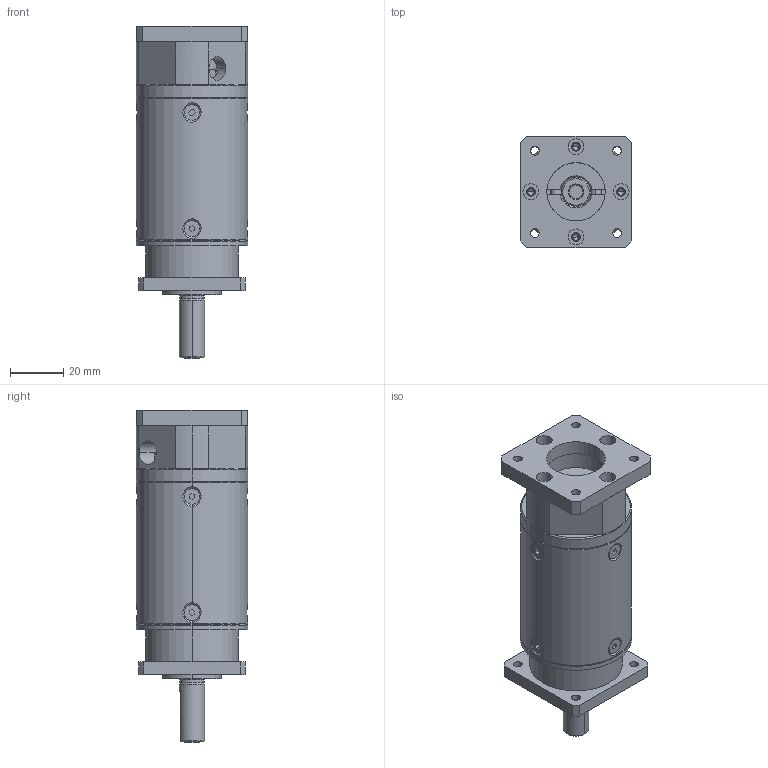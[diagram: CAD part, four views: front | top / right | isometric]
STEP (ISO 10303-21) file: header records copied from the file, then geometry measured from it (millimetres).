
FILE_DESCRIPTION (( 'STEP AP214' ), '1' );
FILE_NAME ('PGCN17-1005M.STEP', '2015-02-17T18:13:51', ( '' ), ( '' ), 'SwSTEP 2.0', 'SolidWorks 2014', '' );
FILE_SCHEMA (( 'AUTOMOTIVE_DESIGN' ));
Length unit declared in the file: inch
Products named in the file (4): PE-N17-II 11mm Input; Bushing_5x11x14.9_1; N17-E05_1; PGCN17-1005M
Assembly tree (3 placements, depth 2):
  PGCN17-1005M
    N17-E05_1
    Bushing_5x11x14.9_1
    PE-N17-II 11mm Input
Bounding box: 42 x 42 x 125.15 mm (x, y, z)
Volume: 123807.5 mm3; surface area: 29270.8 mm2
Topology: 3 solids, 3 shells, 433 faces, 1051 edges, 652 vertices
Faces by surface type: cylinder 174, plane 137, cone 95, torus 21, bspline 6
Entity records: 14582 total; most frequent: CARTESIAN_POINT 4176, DIRECTION 2220, ORIENTED_EDGE 2066, EDGE_CURVE 1033, AXIS2_PLACEMENT_3D 874, VERTEX_POINT 652, EDGE_LOOP 515, LINE 472
